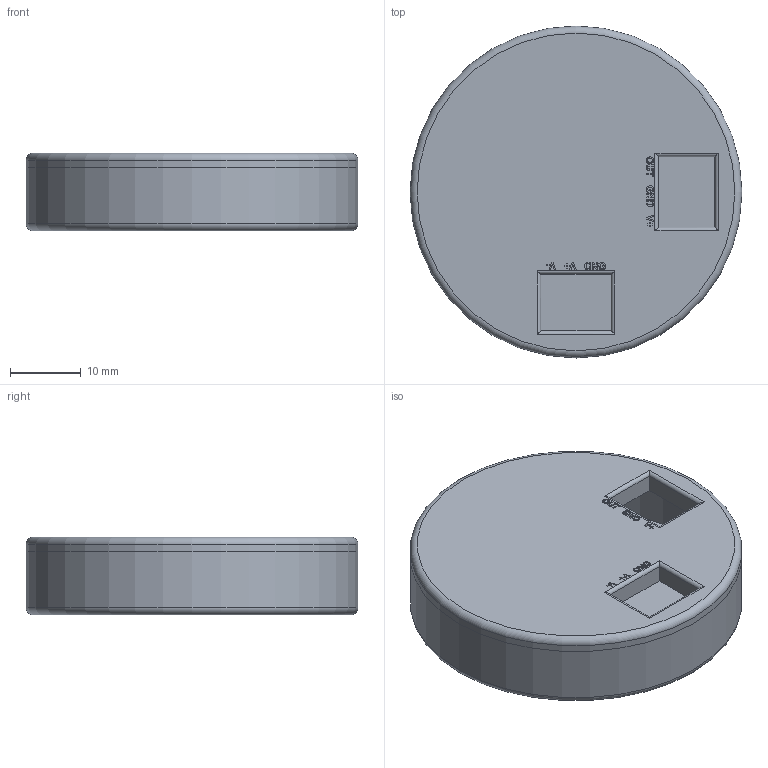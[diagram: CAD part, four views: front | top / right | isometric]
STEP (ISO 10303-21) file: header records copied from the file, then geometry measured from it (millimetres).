
FILE_DESCRIPTION(/* description */ ('','CAx-IF Rec.Pracs.---Representation and Presentation of Product Manufacturing Information (PMI)---4.0---2014-10-13'),/* implementation_level */ '2;1');
FILE_NAME(/* name */ 'case v1.step',/* time_stamp */ '2025-02-21T10:53:34-05:00',/* author */ (''),/* organization */ (''),/* preprocessor_version */ 'ST-DEVELOPER v20',/* originating_system */ 'Autodesk Translation Framework v13.20.0.188',/* authorisation */ '');
FILE_SCHEMA (('AP242_MANAGED_MODEL_BASED_3D_ENGINEERING_MIM_LF { 1 0 10303 442 1 1 4 }'));
Length unit declared in the file: millimetre
Products named in the file (2): case; Component1
Assembly tree (1 placements, depth 2):
  case
    Component1
Bounding box: 47 x 47 x 11 mm (x, y, z)
Volume: 9797.3 mm3; surface area: 9429.9 mm2
Topology: 2 solids, 2 shells, 253 faces, 679 edges, 450 vertices
Faces by surface type: plane 139, bspline 100, cylinder 12, torus 2
Full cylindrical faces by diameter (mm): 42.64 x1, 43 x1, 47 x2
Entity records: 8813 total; most frequent: CARTESIAN_POINT 3085, ORIENTED_EDGE 1358, DIRECTION 813, EDGE_CURVE 679, LINE 457, VECTOR 457, VERTEX_POINT 450, EDGE_LOOP 277
